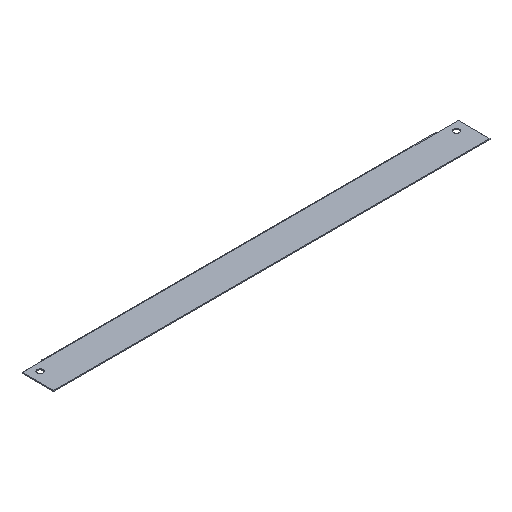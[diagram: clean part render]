
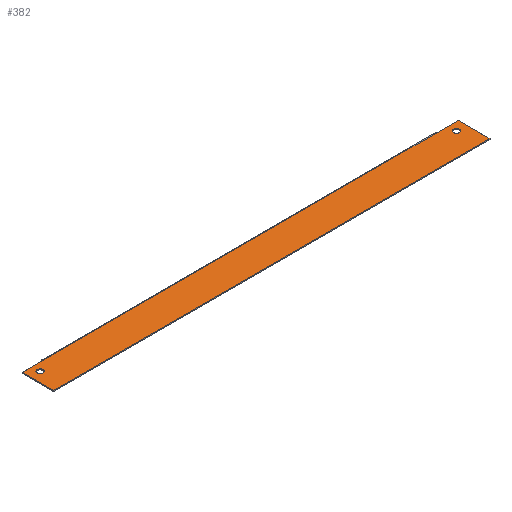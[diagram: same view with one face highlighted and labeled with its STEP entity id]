
A CAD part, isometric view. The second image highlights one B-rep face of the part: STEP entity #382.
In plain terms, the highlighted planar face has unit normal (0, 0, 1).
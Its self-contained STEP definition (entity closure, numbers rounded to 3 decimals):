
#9 = CIRCLE ( 'NONE', #306, 3.25 ) ;
#21 = VECTOR ( 'NONE', #114, 1000. ) ;
#23 = DIRECTION ( 'NONE',  ( 0., 0., 1. ) ) ;
#36 = LINE ( 'NONE', #559, #551 ) ;
#47 = VERTEX_POINT ( 'NONE', #458 ) ;
#48 = EDGE_CURVE ( 'NONE', #240, #136, #452, .T. ) ;
#49 = AXIS2_PLACEMENT_3D ( 'NONE', #513, #83, #313 ) ;
#55 = EDGE_LOOP ( 'NONE', ( #196, #324 ) ) ;
#58 = CARTESIAN_POINT ( 'NONE',  ( 392.242, 12.789, 0. ) ) ;
#60 = CIRCLE ( 'NONE', #587, 3.25 ) ;
#72 = DIRECTION ( 'NONE',  ( 1., 0., 0. ) ) ;
#76 = FACE_BOUND ( 'NONE', #55, .T. ) ;
#82 = AXIS2_PLACEMENT_3D ( 'NONE', #164, #348, #217 ) ;
#83 = DIRECTION ( 'NONE',  ( 0., 0., 1. ) ) ;
#89 = VERTEX_POINT ( 'NONE', #236 ) ;
#93 = VERTEX_POINT ( 'NONE', #611 ) ;
#97 = VERTEX_POINT ( 'NONE', #285 ) ;
#98 = EDGE_CURVE ( 'NONE', #89, #97, #9, .T. ) ;
#101 = VERTEX_POINT ( 'NONE', #243 ) ;
#110 = CARTESIAN_POINT ( 'NONE',  ( -42.758, 12.789, 0. ) ) ;
#114 = DIRECTION ( 'NONE',  ( 1., 0., 0. ) ) ;
#117 = VECTOR ( 'NONE', #227, 1000. ) ;
#124 = CARTESIAN_POINT ( 'NONE',  ( 415.742, -22.211, 0. ) ) ;
#136 = VERTEX_POINT ( 'NONE', #275 ) ;
#142 = EDGE_CURVE ( 'NONE', #248, #47, #230, .T. ) ;
#157 = EDGE_LOOP ( 'NONE', ( #390, #569, #443, #412, #428, #328 ) ) ;
#158 = FACE_OUTER_BOUND ( 'NONE', #157, .T. ) ;
#164 = CARTESIAN_POINT ( 'NONE',  ( 0., 0., 0. ) ) ;
#165 = VECTOR ( 'NONE', #392, 1000. ) ;
#178 = CARTESIAN_POINT ( 'NONE',  ( -55.258, 3.789, 0. ) ) ;
#186 = LINE ( 'NONE', #124, #546 ) ;
#196 = ORIENTED_EDGE ( 'NONE', *, *, #400, .F. ) ;
#200 = CARTESIAN_POINT ( 'NONE',  ( -58.508, 3.789, 0. ) ) ;
#208 = LINE ( 'NONE', #58, #165 ) ;
#213 = LINE ( 'NONE', #396, #21 ) ;
#217 = DIRECTION ( 'NONE',  ( -1., 0., 0. ) ) ;
#221 = CARTESIAN_POINT ( 'NONE',  ( -66.258, 12.789, 0. ) ) ;
#227 = DIRECTION ( 'NONE',  ( -1., 0., 0. ) ) ;
#230 = CIRCLE ( 'NONE', #577, 3.25 ) ;
#234 = EDGE_LOOP ( 'NONE', ( #339, #417 ) ) ;
#235 = CARTESIAN_POINT ( 'NONE',  ( -66.258, -22.211, 0. ) ) ;
#236 = CARTESIAN_POINT ( 'NONE',  ( 401.492, 3.789, 0. ) ) ;
#240 = VERTEX_POINT ( 'NONE', #110 ) ;
#243 = CARTESIAN_POINT ( 'NONE',  ( 415.742, 12.789, 0. ) ) ;
#248 = VERTEX_POINT ( 'NONE', #200 ) ;
#260 = PLANE ( 'NONE',  #82 ) ;
#275 = CARTESIAN_POINT ( 'NONE',  ( -66.258, 12.789, 0. ) ) ;
#281 = CARTESIAN_POINT ( 'NONE',  ( 404.742, 3.789, 0. ) ) ;
#285 = CARTESIAN_POINT ( 'NONE',  ( 407.992, 3.789, 0. ) ) ;
#301 = EDGE_CURVE ( 'NONE', #482, #240, #208, .T. ) ;
#306 = AXIS2_PLACEMENT_3D ( 'NONE', #281, #411, #317 ) ;
#308 = CARTESIAN_POINT ( 'NONE',  ( -66.258, 12.789, 0. ) ) ;
#313 = DIRECTION ( 'NONE',  ( -1., 0., 0. ) ) ;
#317 = DIRECTION ( 'NONE',  ( -1., 0., 0. ) ) ;
#324 = ORIENTED_EDGE ( 'NONE', *, *, #142, .F. ) ;
#328 = ORIENTED_EDGE ( 'NONE', *, *, #48, .T. ) ;
#339 = ORIENTED_EDGE ( 'NONE', *, *, #480, .F. ) ;
#348 = DIRECTION ( 'NONE',  ( 0., 0., -1. ) ) ;
#366 = DIRECTION ( 'NONE',  ( 0., 0., 1. ) ) ;
#368 = CARTESIAN_POINT ( 'NONE',  ( 392.242, 12.789, 0. ) ) ;
#382 = ADVANCED_FACE ( 'NONE', ( #76, #447, #158 ), #260, .F. ) ;
#390 = ORIENTED_EDGE ( 'NONE', *, *, #490, .T. ) ;
#392 = DIRECTION ( 'NONE',  ( -1., 0., 0. ) ) ;
#396 = CARTESIAN_POINT ( 'NONE',  ( -66.258, -22.211, 0. ) ) ;
#400 = EDGE_CURVE ( 'NONE', #47, #248, #60, .T. ) ;
#405 = EDGE_CURVE ( 'NONE', #542, #93, #213, .T. ) ;
#411 = DIRECTION ( 'NONE',  ( 0., 0., 1. ) ) ;
#412 = ORIENTED_EDGE ( 'NONE', *, *, #426, .T. ) ;
#417 = ORIENTED_EDGE ( 'NONE', *, *, #98, .F. ) ;
#426 = EDGE_CURVE ( 'NONE', #101, #482, #547, .T. ) ;
#428 = ORIENTED_EDGE ( 'NONE', *, *, #301, .T. ) ;
#443 = ORIENTED_EDGE ( 'NONE', *, *, #541, .T. ) ;
#445 = CARTESIAN_POINT ( 'NONE',  ( -55.258, 3.789, 0. ) ) ;
#447 = FACE_BOUND ( 'NONE', #234, .T. ) ;
#452 = LINE ( 'NONE', #221, #117 ) ;
#458 = CARTESIAN_POINT ( 'NONE',  ( -52.008, 3.789, 0. ) ) ;
#475 = VECTOR ( 'NONE', #502, 1000. ) ;
#480 = EDGE_CURVE ( 'NONE', #97, #89, #562, .T. ) ;
#482 = VERTEX_POINT ( 'NONE', #368 ) ;
#490 = EDGE_CURVE ( 'NONE', #136, #542, #36, .T. ) ;
#502 = DIRECTION ( 'NONE',  ( -1., 0., 0. ) ) ;
#508 = DIRECTION ( 'NONE',  ( 0., 1., 0. ) ) ;
#513 = CARTESIAN_POINT ( 'NONE',  ( 404.742, 3.789, 0. ) ) ;
#541 = EDGE_CURVE ( 'NONE', #93, #101, #186, .T. ) ;
#542 = VERTEX_POINT ( 'NONE', #235 ) ;
#546 = VECTOR ( 'NONE', #508, 1000. ) ;
#547 = LINE ( 'NONE', #308, #475 ) ;
#551 = VECTOR ( 'NONE', #610, 1000. ) ;
#559 = CARTESIAN_POINT ( 'NONE',  ( -66.258, -22.211, 0. ) ) ;
#560 = DIRECTION ( 'NONE',  ( 1., 0., 0. ) ) ;
#562 = CIRCLE ( 'NONE', #49, 3.25 ) ;
#569 = ORIENTED_EDGE ( 'NONE', *, *, #405, .T. ) ;
#577 = AXIS2_PLACEMENT_3D ( 'NONE', #178, #366, #560 ) ;
#587 = AXIS2_PLACEMENT_3D ( 'NONE', #445, #23, #72 ) ;
#610 = DIRECTION ( 'NONE',  ( 0., -1., 0. ) ) ;
#611 = CARTESIAN_POINT ( 'NONE',  ( 415.742, -22.211, 0. ) ) ;
